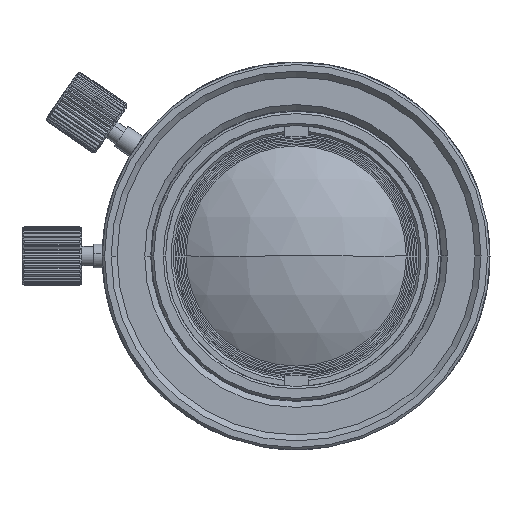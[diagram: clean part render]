
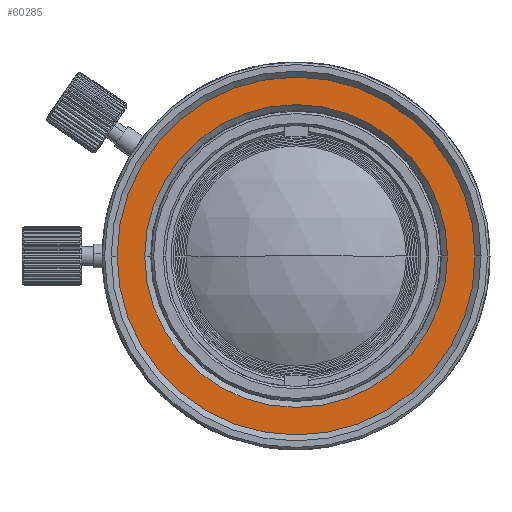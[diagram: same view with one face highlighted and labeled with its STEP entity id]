
A CAD part, left-side view. The second image highlights one B-rep face of the part: STEP entity #60285.
In plain terms, the highlighted planar face has unit normal (-1, 0, 0).
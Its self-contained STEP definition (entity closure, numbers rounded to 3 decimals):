
#1779 = EDGE_LOOP ( 'NONE', ( #51852, #20154 ) ) ;
#2502 = FACE_BOUND ( 'NONE', #48625, .T. ) ;
#4954 = CARTESIAN_POINT ( 'NONE',  ( -23.381, 0., 0. ) ) ;
#5829 = DIRECTION ( 'NONE',  ( 0., 1., 0. ) ) ;
#6407 = DIRECTION ( 'NONE',  ( 0., 0., 1. ) ) ;
#9821 = CIRCLE ( 'NONE', #89665, 15.45 ) ;
#11066 = EDGE_CURVE ( 'NONE', #64172, #83519, #83014, .T. ) ;
#15001 = DIRECTION ( 'NONE',  ( 0., 0., -1. ) ) ;
#15636 = EDGE_CURVE ( 'NONE', #83519, #64172, #42055, .T. ) ;
#16354 = CARTESIAN_POINT ( 'NONE',  ( -23.381, 0., 0. ) ) ;
#16603 = DIRECTION ( 'NONE',  ( 1., 0., 0. ) ) ;
#17758 = AXIS2_PLACEMENT_3D ( 'NONE', #69491, #16603, #76324 ) ;
#20154 = ORIENTED_EDGE ( 'NONE', *, *, #58060, .T. ) ;
#23873 = FACE_OUTER_BOUND ( 'NONE', #1779, .T. ) ;
#26342 = DIRECTION ( 'NONE',  ( -1., 0., 0. ) ) ;
#29523 = CARTESIAN_POINT ( 'NONE',  ( -23.381, 12.65, 0. ) ) ;
#33693 = AXIS2_PLACEMENT_3D ( 'NONE', #83245, #75985, #6407 ) ;
#36668 = ORIENTED_EDGE ( 'NONE', *, *, #11066, .T. ) ;
#40848 = DIRECTION ( 'NONE',  ( 0., -1., 0. ) ) ;
#41291 = PLANE ( 'NONE',  #17758 ) ;
#41304 = CARTESIAN_POINT ( 'NONE',  ( -23.381, 0., 0. ) ) ;
#42055 = CIRCLE ( 'NONE', #79857, 12.65 ) ;
#46318 = DIRECTION ( 'NONE',  ( -1., 0., 0. ) ) ;
#48625 = EDGE_LOOP ( 'NONE', ( #36668, #65373 ) ) ;
#50917 = VERTEX_POINT ( 'NONE', #90043 ) ;
#51852 = ORIENTED_EDGE ( 'NONE', *, *, #75484, .T. ) ;
#52440 = VERTEX_POINT ( 'NONE', #58087 ) ;
#57304 = DIRECTION ( 'NONE',  ( 1., 0., 0. ) ) ;
#58060 = EDGE_CURVE ( 'NONE', #52440, #50917, #77157, .T. ) ;
#58087 = CARTESIAN_POINT ( 'NONE',  ( -23.381, -15.45, 0. ) ) ;
#60285 = ADVANCED_FACE ( 'NONE', ( #23873, #2502 ), #41291, .F. ) ;
#60417 = CARTESIAN_POINT ( 'NONE',  ( -23.381, -12.65, 0. ) ) ;
#64172 = VERTEX_POINT ( 'NONE', #29523 ) ;
#65373 = ORIENTED_EDGE ( 'NONE', *, *, #15636, .T. ) ;
#65534 = AXIS2_PLACEMENT_3D ( 'NONE', #41304, #26342, #40848 ) ;
#69491 = CARTESIAN_POINT ( 'NONE',  ( -23.381, 0., 0. ) ) ;
#75484 = EDGE_CURVE ( 'NONE', #50917, #52440, #9821, .T. ) ;
#75985 = DIRECTION ( 'NONE',  ( 1., 0., 0. ) ) ;
#76324 = DIRECTION ( 'NONE',  ( 0., 1., 0. ) ) ;
#77157 = CIRCLE ( 'NONE', #65534, 15.45 ) ;
#79857 = AXIS2_PLACEMENT_3D ( 'NONE', #16354, #57304, #15001 ) ;
#83014 = CIRCLE ( 'NONE', #33693, 12.65 ) ;
#83245 = CARTESIAN_POINT ( 'NONE',  ( -23.381, 0., 0. ) ) ;
#83519 = VERTEX_POINT ( 'NONE', #60417 ) ;
#89665 = AXIS2_PLACEMENT_3D ( 'NONE', #4954, #46318, #5829 ) ;
#90043 = CARTESIAN_POINT ( 'NONE',  ( -23.381, 15.45, 0. ) ) ;
